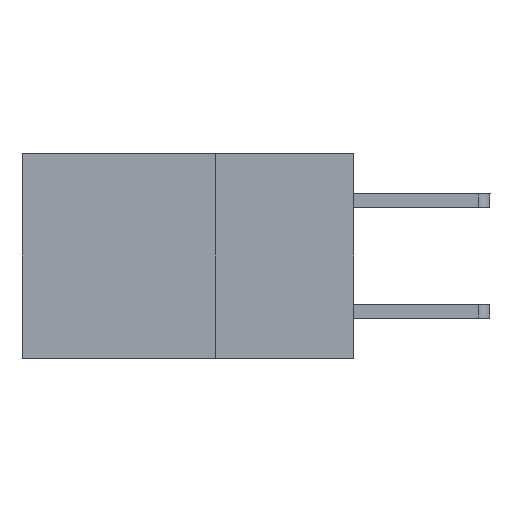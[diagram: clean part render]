
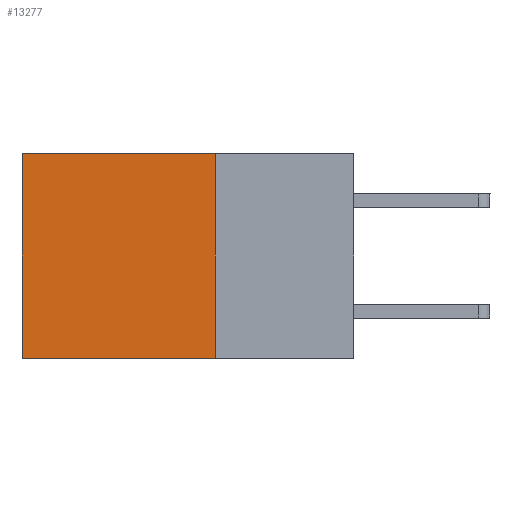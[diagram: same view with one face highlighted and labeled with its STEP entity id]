
A CAD part, left-side view. The second image highlights one B-rep face of the part: STEP entity #13277.
In plain terms, the highlighted planar face has unit normal (-1, 0, 0).
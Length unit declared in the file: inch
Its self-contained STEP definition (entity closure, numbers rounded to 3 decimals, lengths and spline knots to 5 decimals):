
#137 = DIRECTION ( 'NONE',  ( 1., 0., 0. ) ) ;
#175 = EDGE_CURVE ( 'NONE', #10867, #7233, #9346, .T. ) ;
#427 = VECTOR ( 'NONE', #5250, 39.37008 ) ;
#551 = EDGE_CURVE ( 'NONE', #7233, #5883, #4605, .T. ) ;
#616 = EDGE_LOOP ( 'NONE', ( #8359, #4149, #1641, #11581 ) ) ;
#1152 = EDGE_CURVE ( 'NONE', #3200, #5883, #8447, .T. ) ;
#1641 = ORIENTED_EDGE ( 'NONE', *, *, #175, .F. ) ;
#2031 = DIRECTION ( 'NONE',  ( 0., 0., -1. ) ) ;
#2730 = AXIS2_PLACEMENT_3D ( 'NONE', #8455, #137, #10640 ) ;
#3158 = VECTOR ( 'NONE', #11086, 39.37008 ) ;
#3200 = VERTEX_POINT ( 'NONE', #8962 ) ;
#3555 = DIRECTION ( 'NONE',  ( 0., 1., 0. ) ) ;
#3976 = CARTESIAN_POINT ( 'NONE',  ( 0.2875, 0.25, 0. ) ) ;
#4074 = CARTESIAN_POINT ( 'NONE',  ( 0.2875, 0.6, 0. ) ) ;
#4149 = ORIENTED_EDGE ( 'NONE', *, *, #551, .F. ) ;
#4605 = LINE ( 'NONE', #4672, #3158 ) ;
#4672 = CARTESIAN_POINT ( 'NONE',  ( 0.2875, 0.25, -0.37 ) ) ;
#5250 = DIRECTION ( 'NONE',  ( 0., 0., -1. ) ) ;
#5539 = FACE_OUTER_BOUND ( 'NONE', #616, .T. ) ;
#5796 = LINE ( 'NONE', #12087, #13401 ) ;
#5832 = EDGE_CURVE ( 'NONE', #10867, #3200, #5796, .T. ) ;
#5883 = VERTEX_POINT ( 'NONE', #6898 ) ;
#6357 = PLANE ( 'NONE',  #2730 ) ;
#6898 = CARTESIAN_POINT ( 'NONE',  ( 0.2875, 0.6, -0.37 ) ) ;
#7233 = VERTEX_POINT ( 'NONE', #10399 ) ;
#8054 = CARTESIAN_POINT ( 'NONE',  ( 0.2875, 0.25, 0. ) ) ;
#8359 = ORIENTED_EDGE ( 'NONE', *, *, #1152, .T. ) ;
#8447 = LINE ( 'NONE', #4074, #13225 ) ;
#8455 = CARTESIAN_POINT ( 'NONE',  ( 0.2875, 0.25, 0. ) ) ;
#8962 = CARTESIAN_POINT ( 'NONE',  ( 0.2875, 0.6, 0. ) ) ;
#9346 = LINE ( 'NONE', #3976, #427 ) ;
#10399 = CARTESIAN_POINT ( 'NONE',  ( 0.2875, 0.25, -0.37 ) ) ;
#10640 = DIRECTION ( 'NONE',  ( 0., 0., -1. ) ) ;
#10867 = VERTEX_POINT ( 'NONE', #8054 ) ;
#11086 = DIRECTION ( 'NONE',  ( 0., 1., 0. ) ) ;
#11581 = ORIENTED_EDGE ( 'NONE', *, *, #5832, .T. ) ;
#12087 = CARTESIAN_POINT ( 'NONE',  ( 0.2875, 0.25, 0. ) ) ;
#13225 = VECTOR ( 'NONE', #2031, 39.37008 ) ;
#13277 = ADVANCED_FACE ( 'NONE', ( #5539 ), #6357, .F. ) ;
#13401 = VECTOR ( 'NONE', #3555, 39.37008 ) ;
